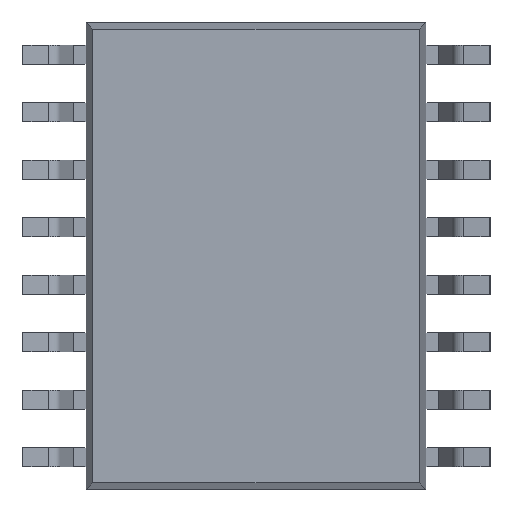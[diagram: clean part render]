
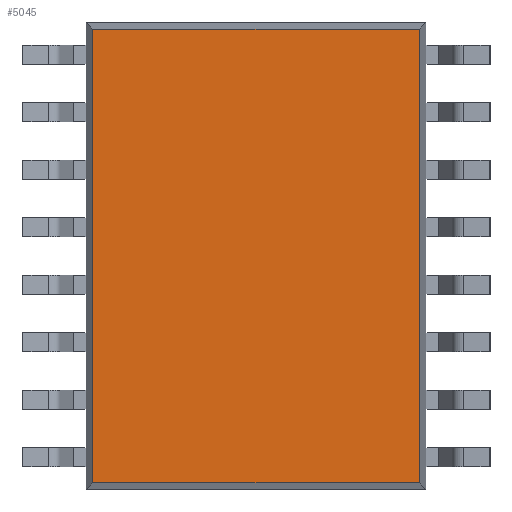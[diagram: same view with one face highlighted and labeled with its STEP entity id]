
A CAD part, front view. The second image highlights one B-rep face of the part: STEP entity #5045.
In plain terms, the highlighted planar face has unit normal (0, -1, 0).
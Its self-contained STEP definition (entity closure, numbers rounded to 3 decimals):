
#202 = EDGE_CURVE ( 'NONE', #6703, #7518, #6421, .T. ) ;
#275 = EDGE_CURVE ( 'NONE', #6955, #7578, #6061, .T. ) ;
#517 = DIRECTION ( 'NONE',  ( -1., 0., 0. ) ) ;
#659 = EDGE_CURVE ( 'NONE', #7518, #6955, #3798, .T. ) ;
#1275 = CARTESIAN_POINT ( 'NONE',  ( 3.604, 0.3, -5.15 ) ) ;
#1419 = EDGE_LOOP ( 'NONE', ( #7054, #2961, #1974, #1787 ) ) ;
#1787 = ORIENTED_EDGE ( 'NONE', *, *, #202, .T. ) ;
#1962 = LINE ( 'NONE', #1275, #3784 ) ;
#1974 = ORIENTED_EDGE ( 'NONE', *, *, #7035, .T. ) ;
#2827 = CARTESIAN_POINT ( 'NONE',  ( -3.604, 0.3, 5.004 ) ) ;
#2935 = VECTOR ( 'NONE', #4149, 1000. ) ;
#2961 = ORIENTED_EDGE ( 'NONE', *, *, #275, .T. ) ;
#3004 = DIRECTION ( 'NONE',  ( 0., 0., -1. ) ) ;
#3784 = VECTOR ( 'NONE', #6011, 1000. ) ;
#3798 = LINE ( 'NONE', #6115, #7204 ) ;
#4149 = DIRECTION ( 'NONE',  ( 1., 0., 0. ) ) ;
#4204 = DIRECTION ( 'NONE',  ( 0., -1., 0. ) ) ;
#4263 = CARTESIAN_POINT ( 'NONE',  ( -3.604, 0.3, -5.004 ) ) ;
#4269 = CARTESIAN_POINT ( 'NONE',  ( 0., 0.3, 0. ) ) ;
#4833 = FACE_OUTER_BOUND ( 'NONE', #1419, .T. ) ;
#5045 = ADVANCED_FACE ( 'NONE', ( #4833 ), #5409, .T. ) ;
#5167 = CARTESIAN_POINT ( 'NONE',  ( 3.75, 0.3, 5.004 ) ) ;
#5334 = CARTESIAN_POINT ( 'NONE',  ( 3.604, 0.3, -5.004 ) ) ;
#5409 = PLANE ( 'NONE',  #7141 ) ;
#5682 = DIRECTION ( 'NONE',  ( 0., 0., -1. ) ) ;
#5774 = CARTESIAN_POINT ( 'NONE',  ( 3.604, 0.3, 5.004 ) ) ;
#5894 = CARTESIAN_POINT ( 'NONE',  ( -3.75, 0.3, -5.004 ) ) ;
#6011 = DIRECTION ( 'NONE',  ( 0., 0., 1. ) ) ;
#6061 = LINE ( 'NONE', #5894, #2935 ) ;
#6115 = CARTESIAN_POINT ( 'NONE',  ( -3.604, 0.3, 5.15 ) ) ;
#6421 = LINE ( 'NONE', #5167, #7062 ) ;
#6703 = VERTEX_POINT ( 'NONE', #5774 ) ;
#6955 = VERTEX_POINT ( 'NONE', #4263 ) ;
#7035 = EDGE_CURVE ( 'NONE', #7578, #6703, #1962, .T. ) ;
#7054 = ORIENTED_EDGE ( 'NONE', *, *, #659, .T. ) ;
#7062 = VECTOR ( 'NONE', #517, 1000. ) ;
#7141 = AXIS2_PLACEMENT_3D ( 'NONE', #4269, #4204, #3004 ) ;
#7204 = VECTOR ( 'NONE', #5682, 1000. ) ;
#7518 = VERTEX_POINT ( 'NONE', #2827 ) ;
#7578 = VERTEX_POINT ( 'NONE', #5334 ) ;
